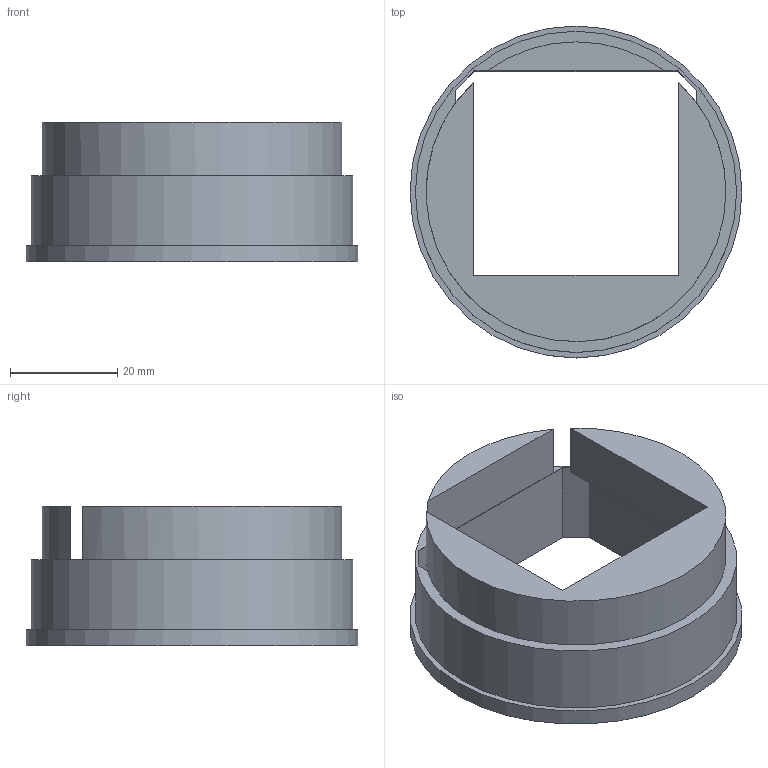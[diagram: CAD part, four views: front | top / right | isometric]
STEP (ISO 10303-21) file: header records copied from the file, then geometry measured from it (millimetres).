
FILE_DESCRIPTION(('FreeCAD Model'),'2;1');
FILE_NAME('Open CASCADE Shape Model','2025-01-20T17:00:42',(''),(''), 'Open CASCADE STEP processor 7.6','FreeCAD','Unknown');
FILE_SCHEMA(('AUTOMOTIVE_DESIGN { 1 0 10303 214 1 1 1 1 }'));
Length unit declared in the file: millimetre
Products named in the file (1): Тіло013
Bounding box: 62 x 62 x 26 mm (x, y, z)
Volume: 24856 mm3; surface area: 11916.4 mm2
Topology: 1 solids, 1 shells, 28 faces, 67 edges, 44 vertices
Faces by surface type: plane 23, cylinder 5
Full cylindrical faces by diameter (mm): 60 x1, 62 x1
Entity records: 839 total; most frequent: DIRECTION 141, CARTESIAN_POINT 140, ORIENTED_EDGE 134, EDGE_CURVE 67, LINE 51, VECTOR 51, AXIS2_PLACEMENT_3D 45, VERTEX_POINT 44
